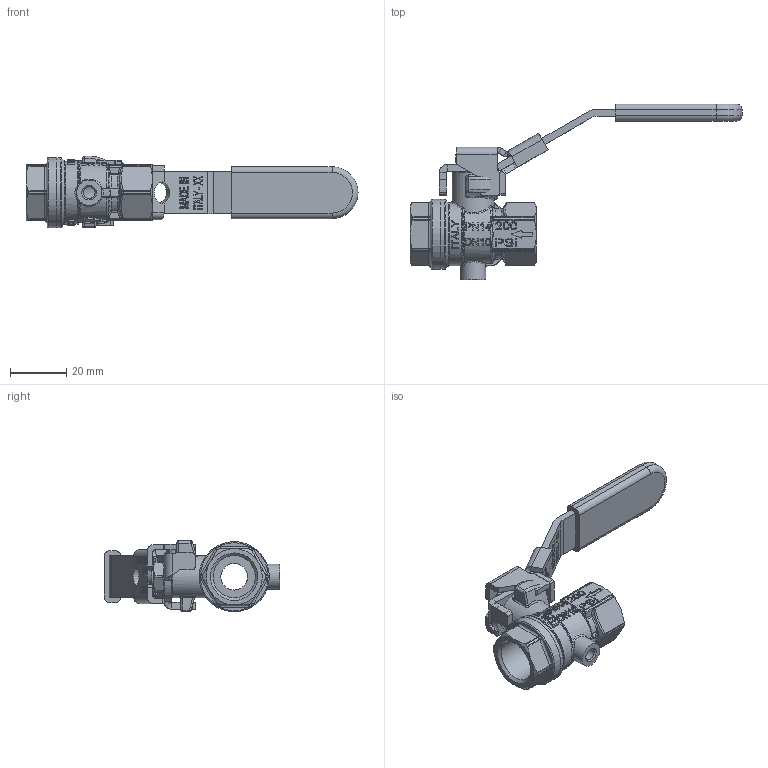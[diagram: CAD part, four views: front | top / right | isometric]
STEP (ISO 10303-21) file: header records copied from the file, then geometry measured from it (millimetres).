
FILE_DESCRIPTION(/* description */ ('Sand blasted nickel plated body (external nickel plated, unplated inside) '),/* implementation_level */ '2;1');
FILE_NAME(/* name */ 'S93C00.stp',/* time_stamp */ '2020-07-21T10:07:43+02:00',/* author */ ('collas'),/* organization */ (''),/* preprocessor_version */ 'ST-DEVELOPER v17.2',/* originating_system */ 'Autodesk Inventor 2019',/* authorisation */ '');
FILE_SCHEMA (('AUTOMOTIVE_DESIGN { 1 0 10303 214 3 1 1 }'));
Products named in the file (12): S93C00; AV93C00; M93C00; O85C01; PANOR8; pa8g03; PBFA03; PBFI03; PBFI03_INSERTO; OBLF03; RIC_PICC_BLO_AZZ_NEUTRA; PDNF3S
Assembly tree (11 placements, depth 4):
  S93C00
    AV93C00
      M93C00
      O85C01
      PANOR8
        pa8g03
    PBFA03
      PBFI03
        PBFI03_INSERTO
        OBLF03
      RIC_PICC_BLO_AZZ_NEUTRA
    PDNF3S
Bounding box: 118.28 x 62.58 x 25.5 mm (x, y, z)
Volume: 25149.4 mm3; surface area: 19484.7 mm2
Topology: 7 solids, 7 shells, 1580 faces, 4104 edges, 2626 vertices
Faces by surface type: plane 747, bspline 484, cylinder 223, torus 47, cone 46, sphere 33
Full cylindrical faces by diameter (mm): 4.2 x1, 6 x1, 7.5 x1, 8.95 x1, 9 x1, 9.5 x2, 14.95 x1, 15 x2, 20 x1, 22.5 x1, 25 x2
Entity records: 62292 total; most frequent: CARTESIAN_POINT 25373, ORIENTED_EDGE 8154, DIRECTION 6126, EDGE_CURVE 4077, VERTEX_POINT 2626, LINE 2214, VECTOR 2214, AXIS2_PLACEMENT_3D 1956
